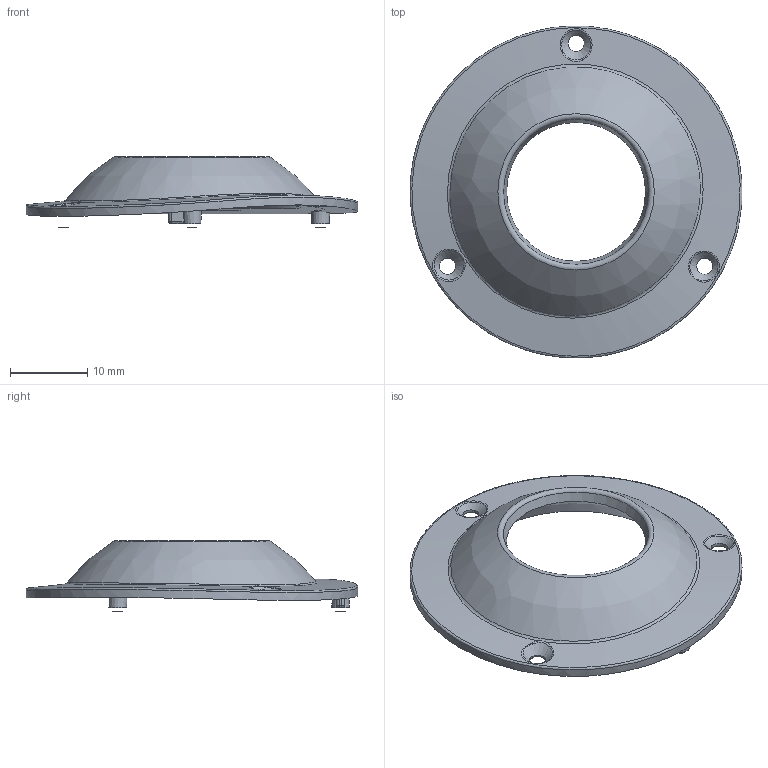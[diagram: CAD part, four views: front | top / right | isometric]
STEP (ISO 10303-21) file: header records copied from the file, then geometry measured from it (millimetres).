
FILE_DESCRIPTION(/* description */ (''),/* implementation_level */ '2;1');
FILE_NAME(/* name */ 'GatePlateRound.step',/* time_stamp */ '2024-09-18T23:47:42-07:00',/* author */ (''),/* organization */ (''),/* preprocessor_version */ 'ST-DEVELOPER v20',/* originating_system */ 'Autodesk Translation Framework v13.14.0.145',/* authorisation */ '');
FILE_SCHEMA (('AUTOMOTIVE_DESIGN { 1 0 10303 214 3 1 1 }'));
Length unit declared in the file: millimetre
Products named in the file (1): GatePlateRound
Bounding box: 43 x 43.01 x 9.17 mm (x, y, z)
Volume: 2221.4 mm3; surface area: 3007.7 mm2
Topology: 1 solids, 1 shells, 41 faces, 106 edges, 70 vertices
Faces by surface type: cone 14, bspline 12, plane 7, cylinder 5, sphere 2, torus 1
Entity records: 2825 total; most frequent: CARTESIAN_POINT 1860, ORIENTED_EDGE 212, DIRECTION 152, EDGE_CURVE 106, VERTEX_POINT 70, AXIS2_PLACEMENT_3D 63, EDGE_LOOP 52, B_SPLINE_CURVE_WITH_KNOTS 47
